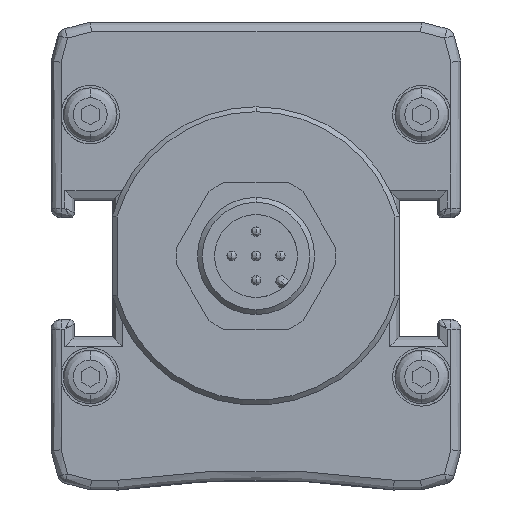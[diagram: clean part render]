
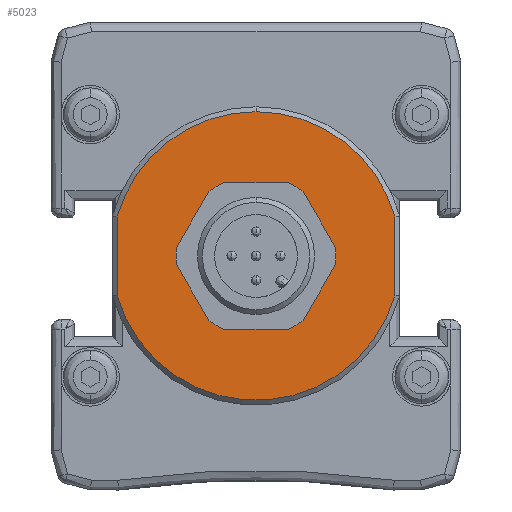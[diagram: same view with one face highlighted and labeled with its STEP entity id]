
A CAD part, front view. The second image highlights one B-rep face of the part: STEP entity #5023.
In plain terms, the highlighted planar face has unit normal (0, -1, 0).
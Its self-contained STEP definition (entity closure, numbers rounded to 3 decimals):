
#8 = VECTOR ( 'NONE', #6975, 1000. ) ;
#315 = LINE ( 'NONE', #2980, #8 ) ;
#370 = DIRECTION ( 'NONE',  ( 0., -1., 0. ) ) ;
#877 = CARTESIAN_POINT ( 'NONE',  ( 0., -700., 14.8 ) ) ;
#1783 = ORIENTED_EDGE ( 'NONE', *, *, #2914, .T. ) ;
#1861 = AXIS2_PLACEMENT_3D ( 'NONE', #4674, #11660, #5657 ) ;
#2218 = LINE ( 'NONE', #12280, #3298 ) ;
#2399 = VERTEX_POINT ( 'NONE', #2643 ) ;
#2643 = CARTESIAN_POINT ( 'NONE',  ( -14.25, -700., 3.997 ) ) ;
#2711 = EDGE_CURVE ( 'NONE', #5073, #4482, #7798, .T. ) ;
#2914 = EDGE_CURVE ( 'NONE', #4482, #9805, #315, .T. ) ;
#2980 = CARTESIAN_POINT ( 'NONE',  ( 14.25, -700., 4.065 ) ) ;
#3205 = CARTESIAN_POINT ( 'NONE',  ( 14.25, -700., -3.997 ) ) ;
#3298 = VECTOR ( 'NONE', #5300, 1000. ) ;
#3656 = CIRCLE ( 'NONE', #6298, 14.8 ) ;
#3809 = CARTESIAN_POINT ( 'NONE',  ( 0., -700., 0. ) ) ;
#3987 = ORIENTED_EDGE ( 'NONE', *, *, #6826, .T. ) ;
#4299 = DIRECTION ( 'NONE',  ( 0., -1., 0. ) ) ;
#4482 = VERTEX_POINT ( 'NONE', #3205 ) ;
#4570 = AXIS2_PLACEMENT_3D ( 'NONE', #7257, #4299, #11289 ) ;
#4623 = AXIS2_PLACEMENT_3D ( 'NONE', #6333, #370, #7337 ) ;
#4674 = CARTESIAN_POINT ( 'NONE',  ( 0., -700., 0. ) ) ;
#4825 = DIRECTION ( 'NONE',  ( 0., 0., -1. ) ) ;
#5023 = ADVANCED_FACE ( 'NONE', ( #5361 ), #6115, .T. ) ;
#5073 = VERTEX_POINT ( 'NONE', #8318 ) ;
#5300 = DIRECTION ( 'NONE',  ( 0., 0., -1. ) ) ;
#5333 = EDGE_CURVE ( 'NONE', #8496, #2399, #3656, .T. ) ;
#5361 = FACE_OUTER_BOUND ( 'NONE', #6121, .T. ) ;
#5657 = DIRECTION ( 'NONE',  ( 0., 0., -1. ) ) ;
#5929 = CIRCLE ( 'NONE', #4623, 14.8 ) ;
#6115 = PLANE ( 'NONE',  #4570 ) ;
#6121 = EDGE_LOOP ( 'NONE', ( #3987, #9311, #1783, #8222, #8550 ) ) ;
#6298 = AXIS2_PLACEMENT_3D ( 'NONE', #3809, #10816, #4825 ) ;
#6333 = CARTESIAN_POINT ( 'NONE',  ( 0., -700., 0. ) ) ;
#6826 = EDGE_CURVE ( 'NONE', #2399, #5073, #2218, .T. ) ;
#6975 = DIRECTION ( 'NONE',  ( 0., 0., 1. ) ) ;
#7257 = CARTESIAN_POINT ( 'NONE',  ( 0., -700., 0. ) ) ;
#7337 = DIRECTION ( 'NONE',  ( 0., 0., -1. ) ) ;
#7798 = CIRCLE ( 'NONE', #1861, 14.8 ) ;
#8222 = ORIENTED_EDGE ( 'NONE', *, *, #12632, .T. ) ;
#8318 = CARTESIAN_POINT ( 'NONE',  ( -14.25, -700., -3.997 ) ) ;
#8496 = VERTEX_POINT ( 'NONE', #877 ) ;
#8550 = ORIENTED_EDGE ( 'NONE', *, *, #5333, .T. ) ;
#9093 = CARTESIAN_POINT ( 'NONE',  ( 14.25, -700., 3.997 ) ) ;
#9311 = ORIENTED_EDGE ( 'NONE', *, *, #2711, .T. ) ;
#9805 = VERTEX_POINT ( 'NONE', #9093 ) ;
#10816 = DIRECTION ( 'NONE',  ( 0., -1., 0. ) ) ;
#11289 = DIRECTION ( 'NONE',  ( 0., 0., -1. ) ) ;
#11660 = DIRECTION ( 'NONE',  ( 0., -1., 0. ) ) ;
#12280 = CARTESIAN_POINT ( 'NONE',  ( -14.25, -700., 0. ) ) ;
#12632 = EDGE_CURVE ( 'NONE', #9805, #8496, #5929, .T. ) ;
